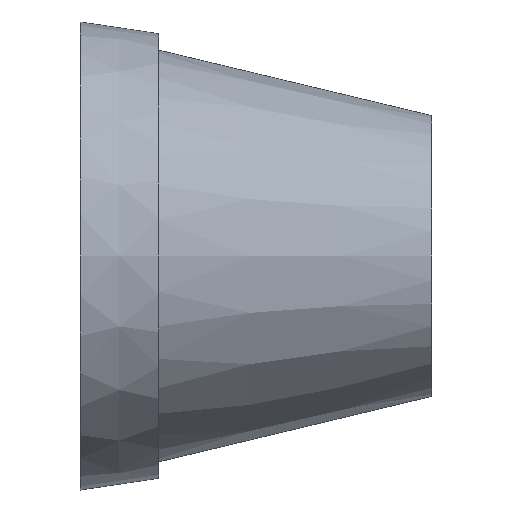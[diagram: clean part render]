
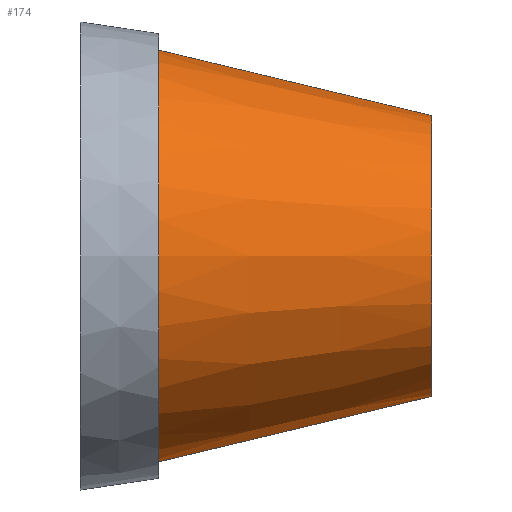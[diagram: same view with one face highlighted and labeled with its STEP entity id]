
A CAD part, left-side view. The second image highlights one B-rep face of the part: STEP entity #174.
In plain terms, the highlighted conical face has half-angle 13.501 degrees and reference radius 360 mm.
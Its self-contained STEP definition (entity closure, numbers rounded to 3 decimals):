
#1 = ORIENTED_EDGE ( 'NONE', *, *, #68, .F. ) ;
#8 = VERTEX_POINT ( 'NONE', #231 ) ;
#10 = CARTESIAN_POINT ( 'NONE',  ( 0., 0., 0. ) ) ;
#13 = LINE ( 'NONE', #102, #273 ) ;
#28 = DIRECTION ( 'NONE',  ( 0., 1., 0. ) ) ;
#32 = CARTESIAN_POINT ( 'NONE',  ( 0., 0., 0. ) ) ;
#37 = EDGE_LOOP ( 'NONE', ( #1, #39, #225, #45 ) ) ;
#39 = ORIENTED_EDGE ( 'NONE', *, *, #216, .T. ) ;
#44 = EDGE_CURVE ( 'NONE', #116, #59, #111, .T. ) ;
#45 = ORIENTED_EDGE ( 'NONE', *, *, #44, .F. ) ;
#59 = VERTEX_POINT ( 'NONE', #89 ) ;
#65 = LINE ( 'NONE', #254, #82 ) ;
#68 = EDGE_CURVE ( 'NONE', #8, #116, #65, .T. ) ;
#78 = CARTESIAN_POINT ( 'NONE',  ( 0., 0., 360. ) ) ;
#82 = VECTOR ( 'NONE', #134, 1000. ) ;
#89 = CARTESIAN_POINT ( 'NONE',  ( 0., 700., 528.069 ) ) ;
#98 = DIRECTION ( 'NONE',  ( 0., 1., 0. ) ) ;
#101 = CARTESIAN_POINT ( 'NONE',  ( 0., 700., -528.069 ) ) ;
#102 = CARTESIAN_POINT ( 'NONE',  ( 0., 0., 360. ) ) ;
#111 = CIRCLE ( 'NONE', #149, 528.069 ) ;
#114 = DIRECTION ( 'NONE',  ( 0., 1., 0. ) ) ;
#116 = VERTEX_POINT ( 'NONE', #101 ) ;
#120 = DIRECTION ( 'NONE',  ( 0., 0., 1. ) ) ;
#129 = AXIS2_PLACEMENT_3D ( 'NONE', #10, #98, #187 ) ;
#134 = DIRECTION ( 'NONE',  ( 0., 0.972, -0.233 ) ) ;
#149 = AXIS2_PLACEMENT_3D ( 'NONE', #229, #114, #202 ) ;
#153 = VERTEX_POINT ( 'NONE', #78 ) ;
#162 = AXIS2_PLACEMENT_3D ( 'NONE', #32, #28, #120 ) ;
#174 = ADVANCED_FACE ( 'NONE', ( #241 ), #199, .T. ) ;
#187 = DIRECTION ( 'NONE',  ( 0., 0., 1. ) ) ;
#189 = EDGE_CURVE ( 'NONE', #153, #59, #13, .T. ) ;
#192 = DIRECTION ( 'NONE',  ( 0., 0.972, 0.233 ) ) ;
#199 = CONICAL_SURFACE ( 'NONE', #162, 360., 0.236 ) ;
#202 = DIRECTION ( 'NONE',  ( 0., 0., 1. ) ) ;
#216 = EDGE_CURVE ( 'NONE', #8, #153, #266, .T. ) ;
#225 = ORIENTED_EDGE ( 'NONE', *, *, #189, .T. ) ;
#229 = CARTESIAN_POINT ( 'NONE',  ( 0., 700., 0. ) ) ;
#231 = CARTESIAN_POINT ( 'NONE',  ( 0., 0., -360. ) ) ;
#241 = FACE_OUTER_BOUND ( 'NONE', #37, .T. ) ;
#254 = CARTESIAN_POINT ( 'NONE',  ( 0., 0., -360. ) ) ;
#266 = CIRCLE ( 'NONE', #129, 360. ) ;
#273 = VECTOR ( 'NONE', #192, 1000. ) ;
